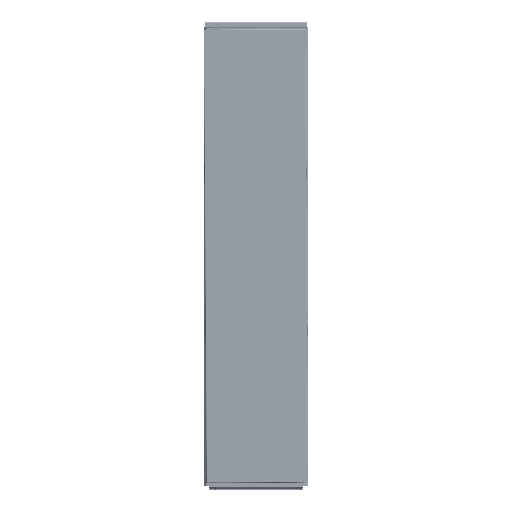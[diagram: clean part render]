
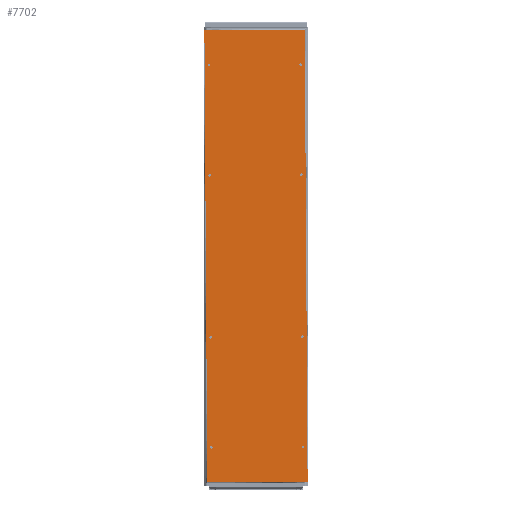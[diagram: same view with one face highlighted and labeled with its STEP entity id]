
A CAD part, top view. The second image highlights one B-rep face of the part: STEP entity #7702.
In plain terms, the highlighted face is planar.
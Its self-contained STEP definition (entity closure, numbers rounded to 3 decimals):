
#4252=B_SPLINE_CURVE_WITH_KNOTS('',1,(#60402,#60403),.UNSPECIFIED.,.F.,
 .F.,(2,2),(0.,1.),.UNSPECIFIED.);
#4253=B_SPLINE_CURVE_WITH_KNOTS('',1,(#60411,#60412),.UNSPECIFIED.,.F.,
 .F.,(2,2),(0.,1.),.UNSPECIFIED.);
#4254=B_SPLINE_CURVE_WITH_KNOTS('',1,(#60414,#60415),.UNSPECIFIED.,.F.,
 .F.,(2,2),(0.,1.),.UNSPECIFIED.);
#4255=B_SPLINE_CURVE_WITH_KNOTS('',1,(#60417,#60418),.UNSPECIFIED.,.F.,
 .F.,(2,2),(0.,1.),.UNSPECIFIED.);
#4919=FACE_BOUND('',#12320,.T.);
#4920=FACE_BOUND('',#12321,.T.);
#4921=FACE_BOUND('',#12322,.T.);
#4922=FACE_BOUND('',#12323,.T.);
#4923=FACE_BOUND('',#12324,.T.);
#4924=FACE_BOUND('',#12325,.T.);
#4925=FACE_BOUND('',#12326,.T.);
#4926=FACE_BOUND('',#12327,.T.);
#4927=FACE_BOUND('',#12328,.T.);
#6180=PLANE('',#45135);
#7702=ADVANCED_FACE('F27',(#4919,#4920,#4921,#4922,#4923,#4924,#4925,#4926,
#4927),#6180,.T.);
#12320=EDGE_LOOP('',(#17373,#17374,#17375,#17376));
#12321=EDGE_LOOP('',(#17377));
#12322=EDGE_LOOP('',(#17378));
#12323=EDGE_LOOP('',(#17379));
#12324=EDGE_LOOP('',(#17380));
#12325=EDGE_LOOP('',(#17381));
#12326=EDGE_LOOP('',(#17382));
#12327=EDGE_LOOP('',(#17383));
#12328=EDGE_LOOP('',(#17384));
#15236=CIRCLE('',#45104,5.);
#15238=CIRCLE('',#45107,5.);
#15240=CIRCLE('',#45110,5.);
#15242=CIRCLE('',#45113,5.);
#15244=CIRCLE('',#45116,5.);
#15246=CIRCLE('',#45119,5.);
#15248=CIRCLE('',#45122,5.);
#15251=CIRCLE('',#45127,5.);
#17373=ORIENTED_EDGE('',*,*,#31934,.T.);
#17374=ORIENTED_EDGE('',*,*,#31931,.T.);
#17375=ORIENTED_EDGE('',*,*,#31935,.T.);
#17376=ORIENTED_EDGE('',*,*,#31936,.T.);
#17377=ORIENTED_EDGE('',*,*,#31917,.T.);
#17378=ORIENTED_EDGE('',*,*,#31909,.T.);
#17379=ORIENTED_EDGE('',*,*,#31906,.T.);
#17380=ORIENTED_EDGE('',*,*,#31903,.T.);
#17381=ORIENTED_EDGE('',*,*,#31900,.T.);
#17382=ORIENTED_EDGE('',*,*,#31897,.T.);
#17383=ORIENTED_EDGE('',*,*,#31894,.T.);
#17384=ORIENTED_EDGE('',*,*,#31891,.T.);
#27903=VERTEX_POINT('',#60302);
#27905=VERTEX_POINT('',#60308);
#27907=VERTEX_POINT('',#60314);
#27909=VERTEX_POINT('',#60320);
#27911=VERTEX_POINT('',#60326);
#27913=VERTEX_POINT('',#60332);
#27915=VERTEX_POINT('',#60338);
#27921=VERTEX_POINT('',#60358);
#27928=VERTEX_POINT('',#60385);
#27932=VERTEX_POINT('',#60394);
#27934=VERTEX_POINT('',#60413);
#27935=VERTEX_POINT('',#60416);
#31891=EDGE_CURVE('E116',#27903,#27903,#15236,.T.);
#31894=EDGE_CURVE('E115',#27905,#27905,#15238,.T.);
#31897=EDGE_CURVE('E114',#27907,#27907,#15240,.T.);
#31900=EDGE_CURVE('E113',#27909,#27909,#15242,.T.);
#31903=EDGE_CURVE('E112',#27911,#27911,#15244,.T.);
#31906=EDGE_CURVE('E111',#27913,#27913,#15246,.T.);
#31909=EDGE_CURVE('E110',#27915,#27915,#15248,.T.);
#31917=EDGE_CURVE('E109',#27921,#27921,#15251,.T.);
#31931=EDGE_CURVE('E72',#27928,#27932,#4252,.T.);
#31934=EDGE_CURVE('E88',#27934,#27928,#4253,.T.);
#31935=EDGE_CURVE('E80',#27932,#27935,#4254,.T.);
#31936=EDGE_CURVE('E66',#27935,#27934,#4255,.T.);
#45104=AXIS2_PLACEMENT_3D('',#60303,#48615,#48616);
#45107=AXIS2_PLACEMENT_3D('',#60309,#48622,#48623);
#45110=AXIS2_PLACEMENT_3D('',#60315,#48629,#48630);
#45113=AXIS2_PLACEMENT_3D('',#60321,#48636,#48637);
#45116=AXIS2_PLACEMENT_3D('',#60327,#48643,#48644);
#45119=AXIS2_PLACEMENT_3D('',#60333,#48650,#48651);
#45122=AXIS2_PLACEMENT_3D('',#60339,#48657,#48658);
#45127=AXIS2_PLACEMENT_3D('',#60359,#48668,#48669);
#45135=AXIS2_PLACEMENT_3D('',#60419,#48687,#48688);
#48615=DIRECTION('',(0.,0.,1.));
#48616=DIRECTION('',(1.,0.,0.));
#48622=DIRECTION('',(0.,0.,1.));
#48623=DIRECTION('',(1.,0.,0.));
#48629=DIRECTION('',(0.,0.,1.));
#48630=DIRECTION('',(1.,0.,0.));
#48636=DIRECTION('',(0.,0.,1.));
#48637=DIRECTION('',(1.,0.,0.));
#48643=DIRECTION('',(0.,0.,1.));
#48644=DIRECTION('',(1.,0.,0.));
#48650=DIRECTION('',(0.,0.,1.));
#48651=DIRECTION('',(1.,0.,0.));
#48657=DIRECTION('',(0.,0.,1.));
#48658=DIRECTION('',(1.,0.,0.));
#48668=DIRECTION('',(0.,0.,1.));
#48669=DIRECTION('',(1.,0.,0.));
#48687=DIRECTION('',(0.,0.,-1.));
#48688=DIRECTION('',(1.,0.,0.));
#60302=CARTESIAN_POINT('',(-274.232,-1554.929,-641.788));
#60303=CARTESIAN_POINT('',(-274.232,-1559.929,-641.788));
#60308=CARTESIAN_POINT('',(-274.232,-1200.929,-641.788));
#60309=CARTESIAN_POINT('',(-274.232,-1205.929,-641.788));
#60314=CARTESIAN_POINT('',(150.768,-1554.929,-641.788));
#60315=CARTESIAN_POINT('',(150.768,-1559.929,-641.788));
#60320=CARTESIAN_POINT('',(150.768,-1200.929,-641.788));
#60321=CARTESIAN_POINT('',(150.768,-1205.929,-641.788));
#60326=CARTESIAN_POINT('',(-899.232,-1200.929,-641.788));
#60327=CARTESIAN_POINT('',(-899.232,-1205.929,-641.788));
#60332=CARTESIAN_POINT('',(-1324.232,-1200.929,-641.788));
#60333=CARTESIAN_POINT('',(-1324.232,-1205.929,-641.788));
#60338=CARTESIAN_POINT('',(-1324.232,-1554.929,-641.788));
#60339=CARTESIAN_POINT('',(-1324.232,-1559.929,-641.788));
#60358=CARTESIAN_POINT('',(-899.232,-1554.929,-641.788));
#60359=CARTESIAN_POINT('',(-899.232,-1559.929,-641.788));
#60385=CARTESIAN_POINT('',(284.768,-1189.429,-641.788));
#60394=CARTESIAN_POINT('',(284.768,-1576.429,-641.788));
#60402=CARTESIAN_POINT('',(284.768,-1189.429,-641.788));
#60403=CARTESIAN_POINT('',(284.768,-1576.429,-641.788));
#60411=CARTESIAN_POINT('',(-1458.232,-1189.429,-641.788));
#60412=CARTESIAN_POINT('',(284.768,-1189.429,-641.788));
#60413=CARTESIAN_POINT('',(-1458.232,-1189.429,-641.788));
#60414=CARTESIAN_POINT('',(284.768,-1576.429,-641.788));
#60415=CARTESIAN_POINT('',(-1458.232,-1576.429,-641.788));
#60416=CARTESIAN_POINT('',(-1458.232,-1576.429,-641.788));
#60417=CARTESIAN_POINT('',(-1458.232,-1576.429,-641.788));
#60418=CARTESIAN_POINT('',(-1458.232,-1189.429,-641.788));
#60419=CARTESIAN_POINT('',(-1458.232,-1189.429,-641.788));
